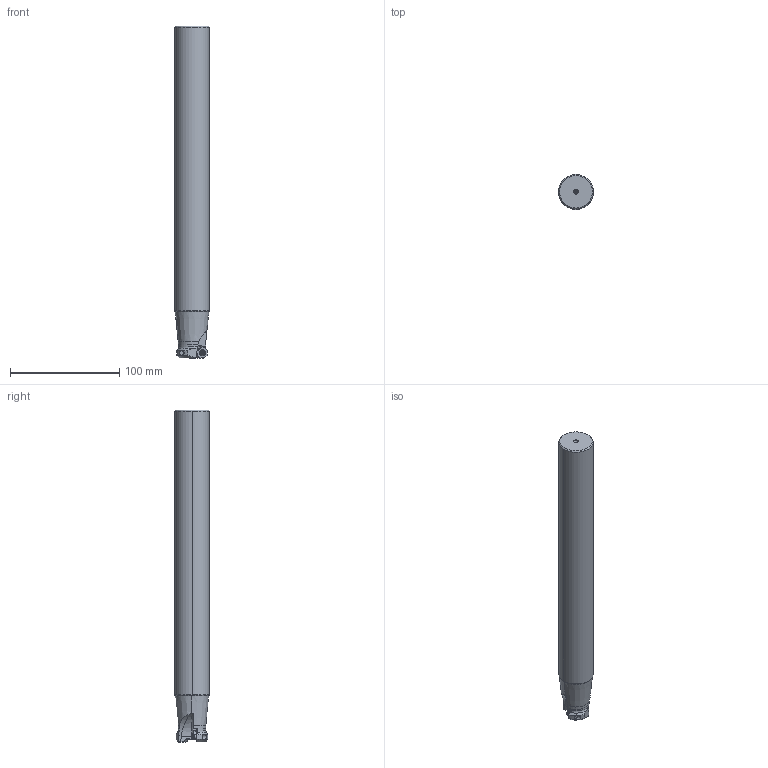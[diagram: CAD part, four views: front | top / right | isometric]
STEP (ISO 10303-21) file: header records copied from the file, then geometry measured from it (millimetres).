
FILE_DESCRIPTION(/* description */ (''),/* implementation_level */ '2;1');
FILE_NAME(/* name */ 'BRP6UPR202ELS20.stp',/* time_stamp */ '2017-10-10T12:57:52+09:00',/* author */ (''),/* organization */ (''),/* preprocessor_version */ 'ST-DEVELOPER v16',/* originating_system */ 'SIEMENS PLM Software NX 10.0',/* authorisation */ '');
FILE_SCHEMA (('AUTOMOTIVE_DESIGN { 1 0 10303 214 3 1 1 1 }'));
Length unit declared in the file: millimetre
Products named in the file (1): BRP6UPR202ELS20_ASM
Bounding box: 31.75 x 31.75 x 303.31 mm (x, y, z)
Volume: 227200.1 mm3; surface area: 31665.9 mm2
Topology: 3 solids, 3 shells, 174 faces, 520 edges, 347 vertices
Faces by surface type: cylinder 72, cone 42, plane 32, torus 24, sphere 4
Entity records: 7532 total; most frequent: CARTESIAN_POINT 2790, ORIENTED_EDGE 1020, DIRECTION 978, EDGE_CURVE 510, AXIS2_PLACEMENT_3D 428, VERTEX_POINT 347, CIRCLE 210, EDGE_LOOP 183
